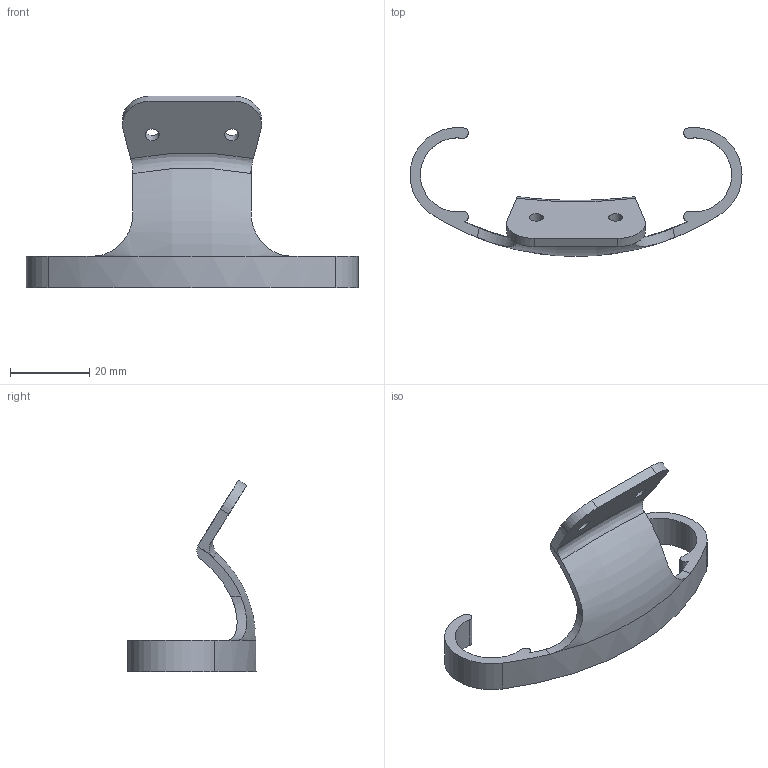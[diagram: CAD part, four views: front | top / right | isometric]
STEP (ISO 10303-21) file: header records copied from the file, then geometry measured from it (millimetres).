
FILE_DESCRIPTION(/* description */ ('Unknown'),/* implementation_level */ '2;1');
FILE_NAME(/* name */ 'Mount_for_Electreeks_Cam',/* time_stamp */ '2022-04-29T14:47:31+02:00',/* author */ ('Unknown'),/* organization */ ('Unknown'),/* preprocessor_version */ 'ST-DEVELOPER v16.7',/* originating_system */ 'Solid Edge',/* authorisation */ 'Unknown');
FILE_SCHEMA (('AUTOMOTIVE_DESIGN {1 0 10303 214 3 1 1}'));
Length unit declared in the file: millimetre
Products named in the file (1): Mount_for_Electreeks_Cam
Bounding box: 83.6 x 32.45 x 48.28 mm (x, y, z)
Volume: 6337.4 mm3; surface area: 6063.1 mm2
Topology: 1 solids, 1 shells, 40 faces, 108 edges, 70 vertices
Faces by surface type: cylinder 20, plane 12, bspline 4, torus 2, cone 2
Full cylindrical faces by diameter (mm): 3.5 x2
Entity records: 1392 total; most frequent: CARTESIAN_POINT 365, ORIENTED_EDGE 212, DIRECTION 208, EDGE_CURVE 106, AXIS2_PLACEMENT_3D 85, VERTEX_POINT 70, CIRCLE 48, EDGE_LOOP 46
